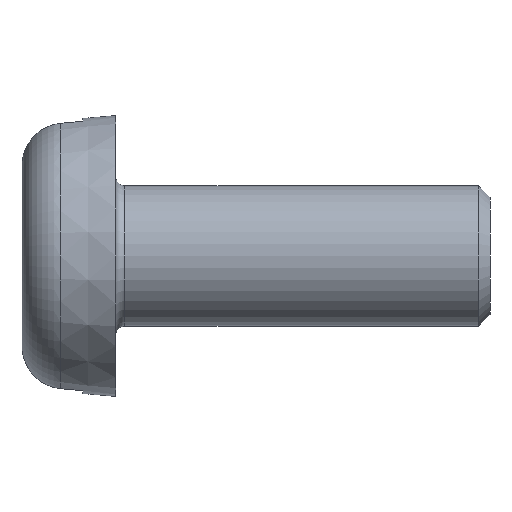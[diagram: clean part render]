
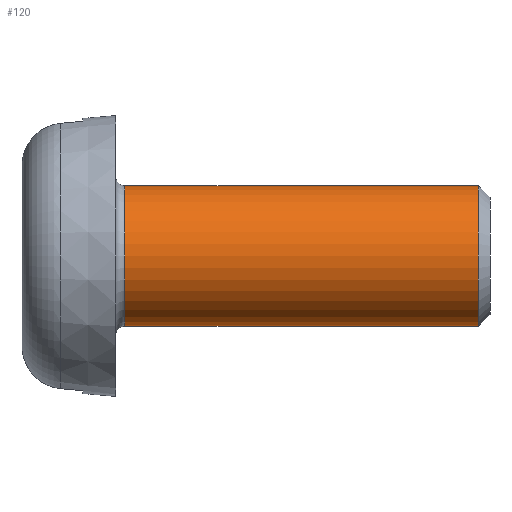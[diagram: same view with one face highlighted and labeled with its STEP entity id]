
A CAD part, front view. The second image highlights one B-rep face of the part: STEP entity #120.
In plain terms, the highlighted cylindrical face has radius 0.75 mm (diameter 1.5 mm), a partial arc.
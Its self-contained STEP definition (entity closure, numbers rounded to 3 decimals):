
#63 = VERTEX_POINT ( 'NONE', #192 ) ;
#84 = DIRECTION ( 'NONE',  ( -1., 0., 0. ) ) ;
#85 = VECTOR ( 'NONE', #84, 1000. ) ;
#86 = CARTESIAN_POINT ( 'NONE',  ( -2.5, 0., 0.75 ) ) ;
#87 = LINE ( 'NONE', #86, #85 ) ;
#93 = EDGE_CURVE ( 'NONE', #63, #328, #87, .T. ) ;
#106 = VERTEX_POINT ( 'NONE', #146 ) ;
#120 = ADVANCED_FACE ( 'NONE', ( #215 ), #199, .T. ) ;
#121 = EDGE_LOOP ( 'NONE', ( #122, #123, #176, #170 ) ) ;
#122 = ORIENTED_EDGE ( 'NONE', *, *, #320, .F. ) ;
#123 = ORIENTED_EDGE ( 'NONE', *, *, #124, .T. ) ;
#124 = EDGE_CURVE ( 'NONE', #106, #63, #257, .T. ) ;
#146 = CARTESIAN_POINT ( 'NONE',  ( 2.373, 0., -0.75 ) ) ;
#170 = ORIENTED_EDGE ( 'NONE', *, *, #327, .T. ) ;
#176 = ORIENTED_EDGE ( 'NONE', *, *, #93, .T. ) ;
#192 = CARTESIAN_POINT ( 'NONE',  ( 2.373, 0., 0.75 ) ) ;
#197 = CARTESIAN_POINT ( 'NONE',  ( -2.5, 0., 0. ) ) ;
#198 = AXIS2_PLACEMENT_3D ( 'NONE', #197, #256, #255 ) ;
#199 = CYLINDRICAL_SURFACE ( 'NONE', #198, 0.75 ) ;
#215 = FACE_OUTER_BOUND ( 'NONE', #121, .T. ) ;
#251 = DIRECTION ( 'NONE',  ( 0., 0., 1. ) ) ;
#252 = DIRECTION ( 'NONE',  ( -1., 0., 0. ) ) ;
#253 = CARTESIAN_POINT ( 'NONE',  ( 2.373, 0., 0. ) ) ;
#254 = AXIS2_PLACEMENT_3D ( 'NONE', #253, #252, #251 ) ;
#255 = DIRECTION ( 'NONE',  ( 0., 0., 1. ) ) ;
#256 = DIRECTION ( 'NONE',  ( -1., 0., 0. ) ) ;
#257 = CIRCLE ( 'NONE', #254, 0.75 ) ;
#320 = EDGE_CURVE ( 'NONE', #106, #325, #396, .T. ) ;
#325 = VERTEX_POINT ( 'NONE', #369 ) ;
#327 = EDGE_CURVE ( 'NONE', #328, #325, #420, .T. ) ;
#328 = VERTEX_POINT ( 'NONE', #415 ) ;
#369 = CARTESIAN_POINT ( 'NONE',  ( -1.4, 0., -0.75 ) ) ;
#386 = DIRECTION ( 'NONE',  ( -1., 0., 0. ) ) ;
#387 = VECTOR ( 'NONE', #386, 1000. ) ;
#388 = CARTESIAN_POINT ( 'NONE',  ( -2.5, 0., -0.75 ) ) ;
#396 = LINE ( 'NONE', #388, #387 ) ;
#415 = CARTESIAN_POINT ( 'NONE',  ( -1.4, 0., 0.75 ) ) ;
#416 = DIRECTION ( 'NONE',  ( 0., 0., 1. ) ) ;
#417 = DIRECTION ( 'NONE',  ( 1., 0., 0. ) ) ;
#418 = CARTESIAN_POINT ( 'NONE',  ( -1.4, 0., 0. ) ) ;
#419 = AXIS2_PLACEMENT_3D ( 'NONE', #418, #417, #416 ) ;
#420 = CIRCLE ( 'NONE', #419, 0.75 ) ;
